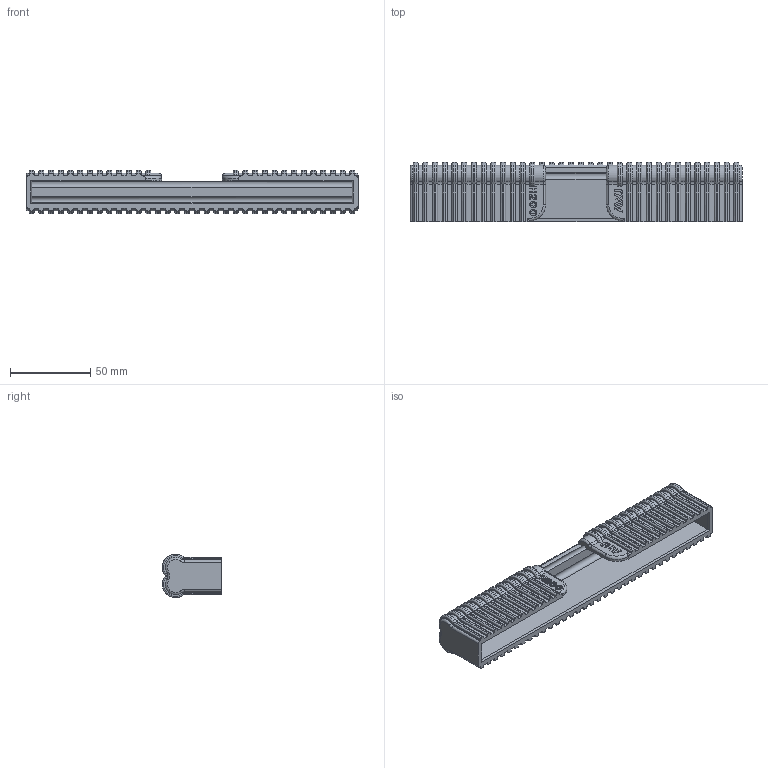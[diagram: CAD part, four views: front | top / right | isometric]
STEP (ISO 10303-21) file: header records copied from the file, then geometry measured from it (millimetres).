
FILE_DESCRIPTION( ( 'STEP AP203' ), '1' );
FILE_NAME( 'H200.step', '2022-07-25T01:31:11', ( ' ' ), ( ' ' ), 'XStep 1.0', ' ', ' ' );
FILE_SCHEMA( ( 'CONFIG_CONTROL_DESIGN' ) );
Length unit declared in the file: millimetre
Products named in the file (6): 1; 2; 3; 4; 5; 6
Bounding box: 207 x 37.1 x 27.19 mm (x, y, z)
Volume: 73313 mm3; surface area: 43358 mm2
Topology: 6 solids, 6 shells, 1103 faces, 2991 edges, 1906 vertices
Faces by surface type: plane 422, cylinder 419, torus 136, cone 120, extrusion 6
Entity records: 38677 total; most frequent: CARTESIAN_POINT 12108, ORIENTED_EDGE 5974, DIRECTION 4935, EDGE_CURVE 2987, VERTEX_POINT 1906, AXIS2_PLACEMENT_3D 1861, VECTOR 1213, LINE 1207
